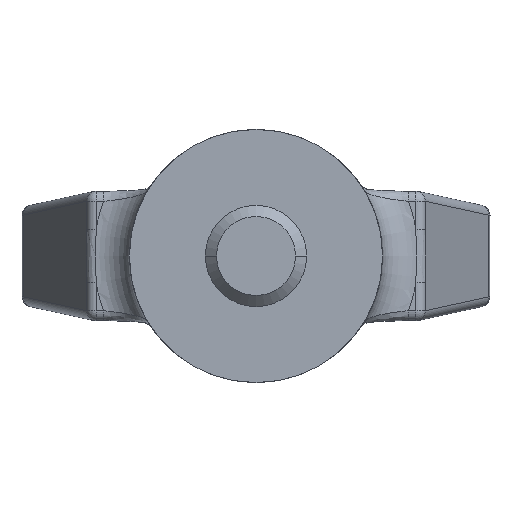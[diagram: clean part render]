
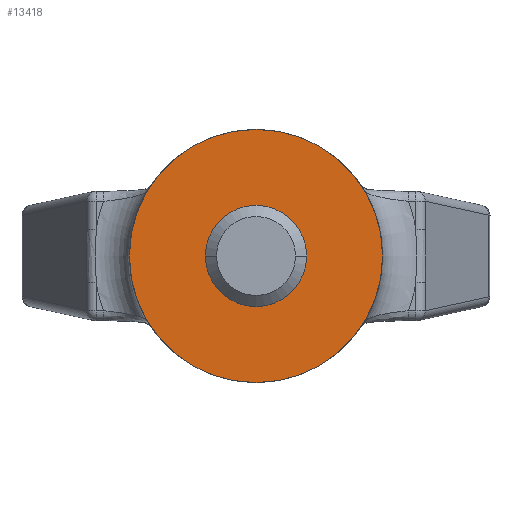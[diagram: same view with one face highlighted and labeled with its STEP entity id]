
A CAD part, front view. The second image highlights one B-rep face of the part: STEP entity #13418.
In plain terms, the highlighted planar face has unit normal (0, -1, 0).
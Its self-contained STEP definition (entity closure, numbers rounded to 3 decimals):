
#3490=CARTESIAN_POINT('',(0.,-22.,0.));
#3491=DIRECTION('',(0.,-1.,0.));
#3492=DIRECTION('',(-1.,0.,0.));
#3493=AXIS2_PLACEMENT_3D('',#3490,#3491,#3492);
#3495=CARTESIAN_POINT('',(0.,-22.,0.));
#3496=DIRECTION('',(0.,1.,0.));
#3497=DIRECTION('',(-1.,0.,0.));
#3498=AXIS2_PLACEMENT_3D('',#3495,#3496,#3497);
#6989=CARTESIAN_POINT('',(-12.5,-22.,0.));
#6990=CARTESIAN_POINT('',(12.5,-22.,0.));
#6991=VERTEX_POINT('',#6989);
#6992=VERTEX_POINT('',#6990);
#13409=CARTESIAN_POINT('',(0.,-22.,0.));
#13410=DIRECTION('',(0.,1.,0.));
#13411=DIRECTION('',(1.,0.,0.));
#13412=AXIS2_PLACEMENT_3D('',#13409,#13410,#13411);
#13413=PLANE('',#13412);
#13414=ORIENTED_EDGE('',*,*,#12766,.F.);
#13415=ORIENTED_EDGE('',*,*,#9078,.T.);
#13416=EDGE_LOOP('',(#13414,#13415));
#13417=FACE_OUTER_BOUND('',#13416,.F.);
#13418=ADVANCED_FACE('',(#13417),#13413,.F.);
#3494=CIRCLE('',#3493,12.5);
#3499=CIRCLE('',#3498,12.5);
#9078=EDGE_CURVE('',#6991,#6992,#3499,.T.);
#12766=EDGE_CURVE('',#6991,#6992,#3494,.T.);
